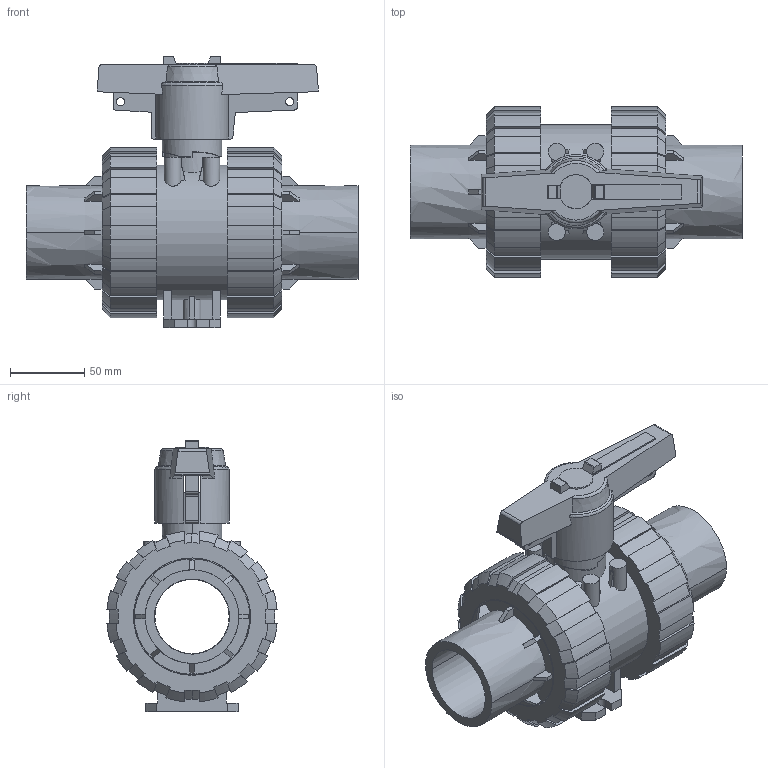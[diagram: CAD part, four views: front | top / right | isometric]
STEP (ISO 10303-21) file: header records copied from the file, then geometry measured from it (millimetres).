
FILE_DESCRIPTION(('STEP AP214'),'1');
FILE_NAME('cctmp_A8234F55-A481-4BC9-9A44-B140F6AFEE09_2021_10_21_08_39_06_0618..stp','2021-10-21T06:39:07',('Praher Valves GmbH'),('CADClick - www.CADClick.com'),'Spatial InterOp 3D',' ','unknown authorization');
FILE_SCHEMA(('AUTOMOTIVE_DESIGN'));
Length unit declared in the file: millimetre
Products named in the file (7): cc_unnamed; 210063_5; 210063_4; 210063_3; 210063_2; 210063_1; 210063
Assembly tree (6 placements, depth 2):
  cc_unnamed
    210063_5
    210063_4
    210063_3
    210063_2
    210063_1
    210063
Bounding box: 223.5 x 114.61 x 182.67 mm (x, y, z)
Volume: 1101379.1 mm3; surface area: 233389.9 mm2
Topology: 6 solids, 6 shells, 508 faces, 1462 edges, 974 vertices
Faces by surface type: plane 250, cylinder 122, cone 80, bspline 48, torus 8
Entity records: 22397 total; most frequent: CARTESIAN_POINT 5298, ORIENTED_EDGE 2924, DIRECTION 2474, EDGE_CURVE 1462, VERTEX_POINT 974, AXIS2_PLACEMENT_3D 863, LINE 748, VECTOR 748
